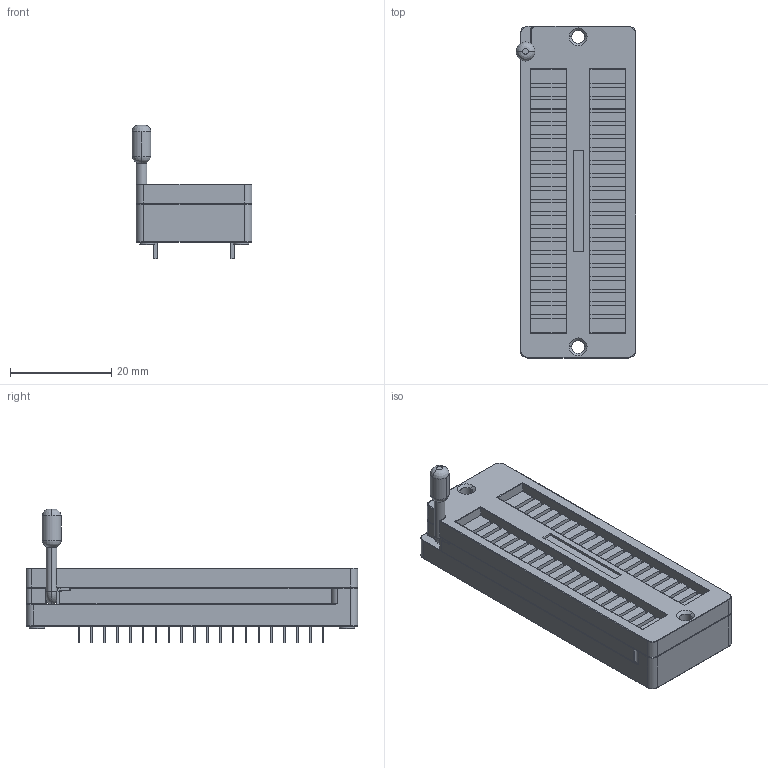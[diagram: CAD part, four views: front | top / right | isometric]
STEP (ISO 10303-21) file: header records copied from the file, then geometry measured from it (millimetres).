
FILE_DESCRIPTION(('FreeCAD Model'),'2;1');
FILE_NAME('Open CASCADE Shape Model','2022-12-26T16:16:16',( 'kicad StepUp'),('ksu MCAD'),'Open CASCADE STEP processor 7.6', 'FreeCAD','Unknown');
FILE_SCHEMA(('AUTOMOTIVE_DESIGN { 1 0 10303 214 1 1 1 1 }'));
Length unit declared in the file: millimetre
Products named in the file (1): _40_1280_00_0602J046_cp
Bounding box: 23.68 x 65.53 x 26.42 mm (x, y, z)
Volume: 15128.5 mm3; surface area: 12788.9 mm2
Topology: 46 solids, 46 shells, 591 faces, 1460 edges, 913 vertices
Faces by surface type: plane 418, cylinder 100, torus 48, sphere 14, revolution 4, cone 4, bspline 3
Entity records: 21782 total; most frequent: CARTESIAN_POINT 3099, ORIENTED_EDGE 2886, DIRECTION 2861, EDGE_CURVE 1443, LINE 1167, VECTOR 1167, VERTEX_POINT 913, AXIS2_PLACEMENT_3D 845
